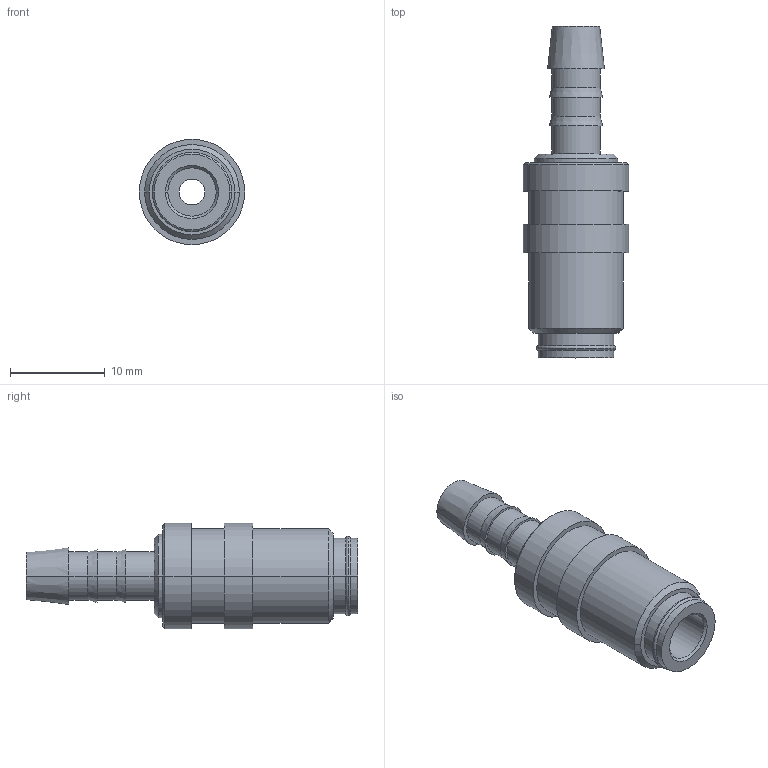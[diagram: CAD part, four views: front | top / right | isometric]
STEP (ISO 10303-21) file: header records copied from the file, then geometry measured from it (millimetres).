
FILE_DESCRIPTION(('STEP AP214'),'1');
FILE_NAME('eshmc_5_tlab.stp','2020-04-22T06:05:31',('TraceParts'),('TraceParts S.A.'),'Spatial InterOp 3D',' ',' ');
FILE_SCHEMA(('automotive_design'));
Length unit declared in the file: millimetre
Products named in the file (1): 1
Bounding box: 11.1 x 35 x 11.1 mm (x, y, z)
Volume: 1620.6 mm3; surface area: 1503 mm2
Topology: 1 solids, 1 shells, 54 faces, 108 edges, 66 vertices
Faces by surface type: cylinder 24, cone 14, plane 12, torus 4
Entity records: 1870 total; most frequent: DIRECTION 288, CARTESIAN_POINT 229, ORIENTED_EDGE 216, AXIS2_PLACEMENT_3D 125, EDGE_CURVE 108, CIRCLE 70, EDGE_LOOP 66, VERTEX_POINT 66
